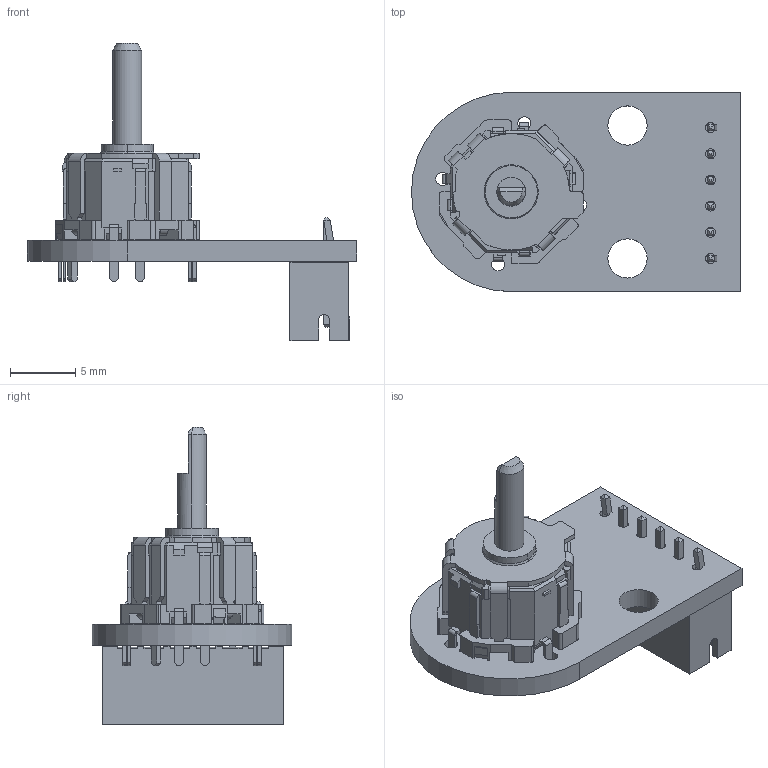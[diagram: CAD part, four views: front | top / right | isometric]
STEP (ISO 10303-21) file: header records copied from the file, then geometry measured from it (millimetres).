
FILE_DESCRIPTION(('KiCad electronic assembly'),'2;1');
FILE_NAME('HAT_SWITCH_BREAKOUT.step','2020-06-04T02:41:46',('An Author') ,('A Company'),'Open CASCADE STEP processor 6.9', 'KiCad to STEP converter','Unknown');
FILE_SCHEMA(('AUTOMOTIVE_DESIGN { 1 0 10303 214 1 1 1 1 }'));
Length unit declared in the file: millimetre
Products named in the file (6): Open CASCADE STEP translator 6.9 1; JST_PH_B6B-PH-K_1x06_P2.00mm_Vertical; SOLID; RKJXM1015004; COMPOUND
Assembly tree (5 placements, depth 3):
  Open CASCADE STEP translator 6.9 1
    JST_PH_B6B-PH-K_1x06_P2.00mm_Vertical
      SOLID
    RKJXM1015004
      SOLID
    COMPOUND
Bounding box: 25.15 x 15.24 x 22.7 mm (x, y, z)
Volume: 1236.1 mm3; surface area: 1979.7 mm2
Topology: 3 solids, 3 shells, 740 faces, 1988 edges, 1279 vertices
Faces by surface type: plane 648, cylinder 81, cone 5, bspline 4, revolution 2
Full cylindrical faces by diameter (mm): 0.75 x6, 1 x9, 1.1 x1, 3 x2
Entity records: 54240 total; most frequent: CARTESIAN_POINT 8837, DIRECTION 7513, LINE 5567, VECTOR 5567, ORIENTED_EDGE 3976, PCURVE 3976, DEFINITIONAL_REPRESENTATION 3976, EDGE_CURVE 1988
